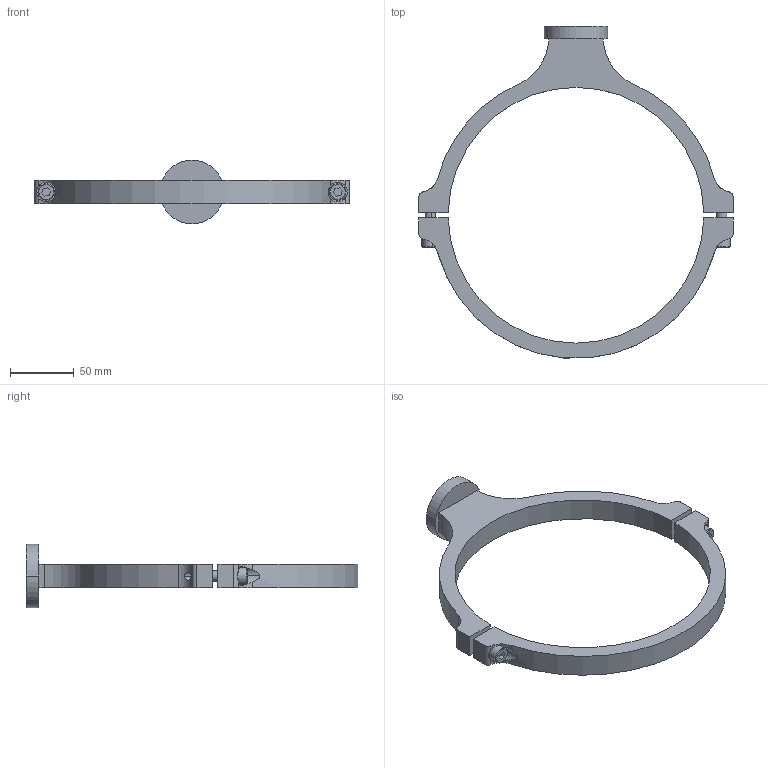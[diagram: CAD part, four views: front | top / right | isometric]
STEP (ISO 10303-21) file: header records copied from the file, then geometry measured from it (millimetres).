
FILE_DESCRIPTION (( 'STEP AP214' ), '1' );
FILE_NAME ('P8216.STEP', '2021-08-18T11:14:56', ( '' ), ( '' ), 'SwSTEP 2.0', 'SolidWorks 2019', '' );
FILE_SCHEMA (( 'AUTOMOTIVE_DESIGN' ));
Length unit declared in the file: millimetre
Products named in the file (1): P8216
Bounding box: 245.96 x 259.57 x 50 mm (x, y, z)
Volume: 200776.8 mm3; surface area: 58104.2 mm2
Topology: 5 solids, 5 shells, 98 faces, 240 edges, 154 vertices
Faces by surface type: cylinder 47, plane 39, cone 8, torus 4
Entity records: 4378 total; most frequent: CARTESIAN_POINT 853, DIRECTION 512, ORIENTED_EDGE 472, EDGE_CURVE 236, AXIS2_PLACEMENT_3D 193, VERTEX_POINT 154, LINE 126, VECTOR 126
